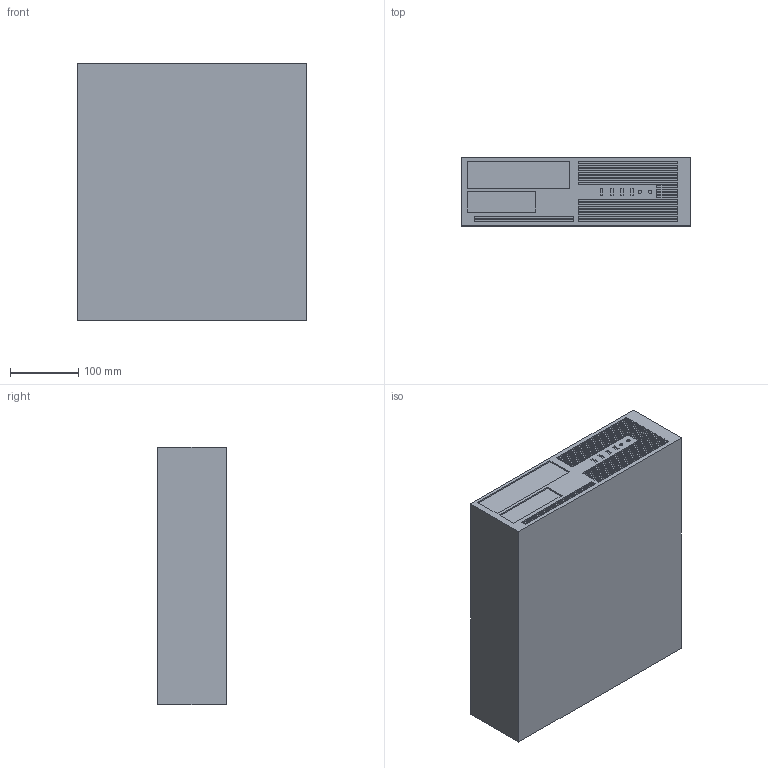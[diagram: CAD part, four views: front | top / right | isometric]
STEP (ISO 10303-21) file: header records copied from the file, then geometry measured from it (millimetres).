
FILE_DESCRIPTION (( 'STEP AP214' ), '1' );
FILE_NAME ('CPU.STEP', '2017-08-05T05:38:34', ( 'Sidh Singh' ), ( '' ), 'SwSTEP 2.0', 'SolidWorks 2012', '' );
FILE_SCHEMA (( 'AUTOMOTIVE_DESIGN' ));
Length unit declared in the file: millimetre
Products named in the file (1): CPU
Bounding box: 337.82 x 100.33 x 378.46 mm (x, y, z)
Volume: 12794200.8 mm3; surface area: 411056.5 mm2
Topology: 1 solids, 1 shells, 142 faces, 336 edges, 224 vertices
Faces by surface type: plane 138, cylinder 4
Entity records: 4042 total; most frequent: CARTESIAN_POINT 703, ORIENTED_EDGE 672, DIRECTION 630, EDGE_CURVE 336, VECTOR 328, LINE 328, VERTEX_POINT 224, EDGE_LOOP 170
